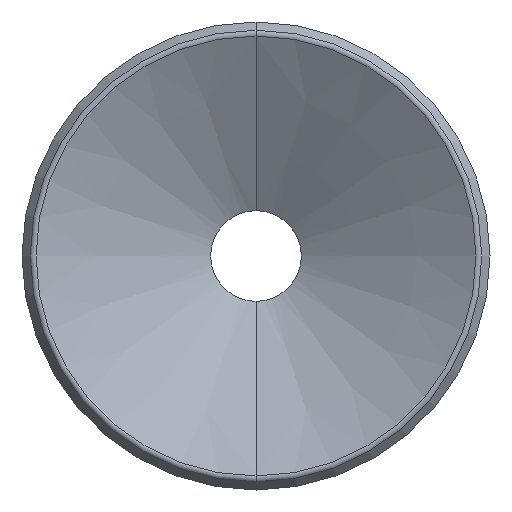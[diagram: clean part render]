
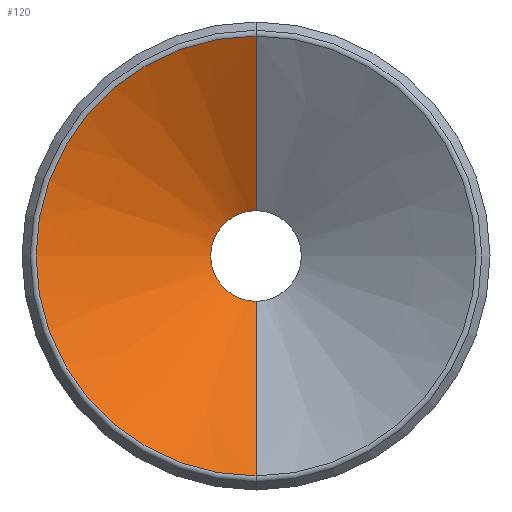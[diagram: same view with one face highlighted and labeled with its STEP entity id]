
A CAD part, front view. The second image highlights one B-rep face of the part: STEP entity #120.
In plain terms, the highlighted conical face has half-angle 61.108 degrees and reference radius 2.5 mm.
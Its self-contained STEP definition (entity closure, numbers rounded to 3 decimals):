
#120=ADVANCED_FACE('',(#299),#300,.F.);
#299=FACE_OUTER_BOUND('',#543,.T.);
#300=CONICAL_SURFACE('',#544,2.5,1.067);
#543=EDGE_LOOP('',(#4314,#4315,#4316,#4317));
#544=AXIS2_PLACEMENT_3D('',#4318,#4319,#4320);
#4314=ORIENTED_EDGE('',*,*,#4829,.F.);
#4315=ORIENTED_EDGE('',*,*,#4855,.T.);
#4316=ORIENTED_EDGE('',*,*,#4856,.F.);
#4317=ORIENTED_EDGE('',*,*,#4857,.F.);
#4318=CARTESIAN_POINT('',(0.0,-10.2,0.0));
#4319=DIRECTION('',(0.0,-1.0,-0.0));
#4320=DIRECTION('',(0.0,0.0,-1.0));
#4829=EDGE_CURVE('',#5094,#5095,#5096,.T.);
#4855=EDGE_CURVE('',#5094,#5128,#5134,.T.);
#4856=EDGE_CURVE('',#5129,#5128,#5135,.T.);
#4857=EDGE_CURVE('',#5095,#5129,#5136,.T.);
#5094=VERTEX_POINT('',#5465);
#5095=VERTEX_POINT('',#5466);
#5096=CIRCLE('',#5467,2.0);
#5128=VERTEX_POINT('',#5505);
#5129=VERTEX_POINT('',#5506);
#5134=LINE('',#5511,#5512);
#5135=CIRCLE('',#5513,9.703);
#5136=LINE('',#5514,#5515);
#5465=CARTESIAN_POINT('',(0.,-9.924,2.0));
#5466=CARTESIAN_POINT('',(0.0,-9.924,-2.0));
#5467=AXIS2_PLACEMENT_3D('',#7349,#7350,#7351);
#5505=CARTESIAN_POINT('',(0.,-14.175,9.703));
#5506=CARTESIAN_POINT('',(0.0,-14.175,-9.703));
#5511=CARTESIAN_POINT('',(0.,-10.2,2.5));
#5512=VECTOR('',#7397,1000.0);
#5513=AXIS2_PLACEMENT_3D('',#7398,#7399,#7400);
#5514=CARTESIAN_POINT('',(0.0,-10.2,-2.5));
#5515=VECTOR('',#7401,1000.0);
#7349=CARTESIAN_POINT('',(0.0,-9.924,0.0));
#7350=DIRECTION('',(0.0,-1.0,0.0));
#7351=DIRECTION('',(0.0,0.0,-1.0));
#7397=DIRECTION('',(0.,-0.483,0.876));
#7398=CARTESIAN_POINT('',(0.0,-14.175,0.0));
#7399=DIRECTION('',(0.0,1.0,0.0));
#7400=DIRECTION('',(0.0,0.0,1.0));
#7401=DIRECTION('',(0.0,-0.483,-0.876));
